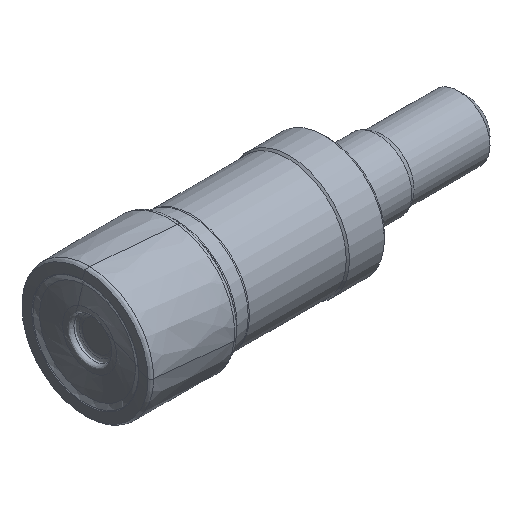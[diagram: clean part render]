
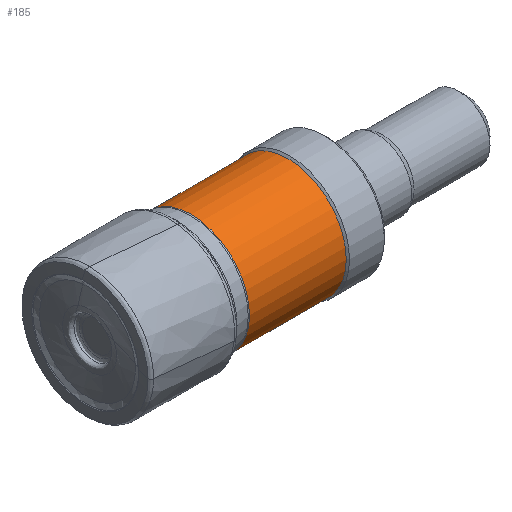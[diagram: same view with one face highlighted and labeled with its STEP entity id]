
A CAD part, isometric view. The second image highlights one B-rep face of the part: STEP entity #185.
In plain terms, the highlighted cylindrical face has radius 7.175 mm (diameter 14.35 mm), a full revolution.
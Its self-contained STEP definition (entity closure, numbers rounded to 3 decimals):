
#117=CYLINDRICAL_SURFACE('',#697,7.175);
#151=FACE_BOUND('',#281,.T.);
#152=FACE_BOUND('',#282,.T.);
#185=ADVANCED_FACE('',(#151,#152),#117,.T.);
#281=EDGE_LOOP('',(#355));
#282=EDGE_LOOP('',(#356));
#355=ORIENTED_EDGE('',*,*,#553,.F.);
#356=ORIENTED_EDGE('',*,*,#552,.T.);
#501=VERTEX_POINT('',#934);
#502=VERTEX_POINT('',#937);
#552=EDGE_CURVE('',#501,#501,#631,.T.);
#553=EDGE_CURVE('',#502,#502,#632,.T.);
#631=CIRCLE('',#694,7.175);
#632=CIRCLE('',#696,7.175);
#694=AXIS2_PLACEMENT_3D('',#933,#793,#794);
#696=AXIS2_PLACEMENT_3D('',#936,#797,#798);
#697=AXIS2_PLACEMENT_3D('',#938,#799,#800);
#793=DIRECTION('',(-1.,0.,0.));
#794=DIRECTION('',(0.,0.,1.));
#797=DIRECTION('',(-1.,0.,0.));
#798=DIRECTION('',(0.,0.,1.));
#799=DIRECTION('',(-1.,0.,0.));
#800=DIRECTION('',(0.,0.,1.));
#933=CARTESIAN_POINT('',(25.,0.,0.));
#934=CARTESIAN_POINT('',(25.,0.,7.175));
#936=CARTESIAN_POINT('',(13.087,0.,0.));
#937=CARTESIAN_POINT('',(13.087,0.,7.175));
#938=CARTESIAN_POINT('',(0.,0.,0.));
